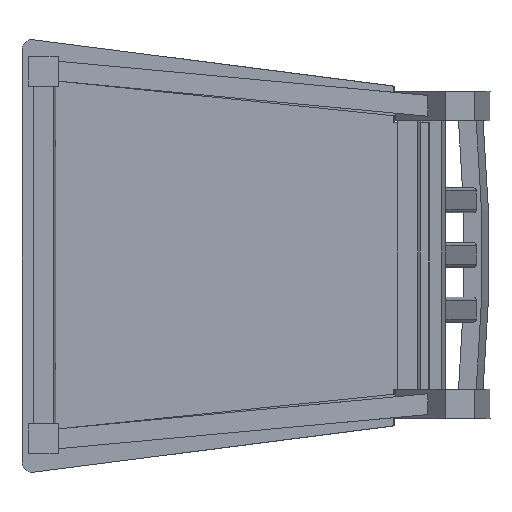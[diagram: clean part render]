
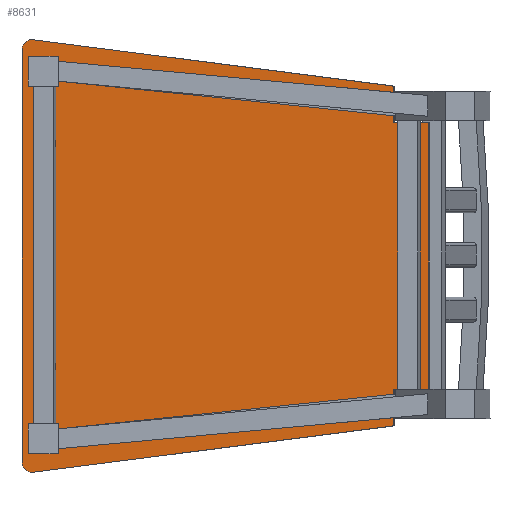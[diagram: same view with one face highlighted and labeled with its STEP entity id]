
A CAD part, front view. The second image highlights one B-rep face of the part: STEP entity #8631.
In plain terms, the highlighted face is planar.
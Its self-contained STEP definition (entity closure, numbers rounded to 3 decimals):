
#125 = ORIENTED_EDGE ( 'NONE', *, *, #6928, .F. ) ;
#145 = EDGE_CURVE ( 'NONE', #1694, #6338, #1829, .T. ) ;
#277 = ORIENTED_EDGE ( 'NONE', *, *, #8495, .F. ) ;
#282 = DIRECTION ( 'NONE',  ( 0., 0., -1. ) ) ;
#348 = CARTESIAN_POINT ( 'NONE',  ( 0., 170., 10. ) ) ;
#399 = LINE ( 'NONE', #5888, #8587 ) ;
#518 = CARTESIAN_POINT ( 'NONE',  ( -217.625, -193.729, 10. ) ) ;
#525 = ORIENTED_EDGE ( 'NONE', *, *, #7888, .F. ) ;
#605 = ORIENTED_EDGE ( 'NONE', *, *, #7905, .T. ) ;
#1172 = DIRECTION ( 'NONE',  ( 0., 1., 0. ) ) ;
#1188 = LINE ( 'NONE', #6507, #7091 ) ;
#1229 = CARTESIAN_POINT ( 'NONE',  ( -171., 170., 10. ) ) ;
#1234 = PLANE ( 'NONE',  #8785 ) ;
#1320 = CARTESIAN_POINT ( 'NONE',  ( -217.625, -193.729, 10. ) ) ;
#1656 = LINE ( 'NONE', #518, #10260 ) ;
#1694 = VERTEX_POINT ( 'NONE', #9857 ) ;
#1765 = CARTESIAN_POINT ( 'NONE',  ( -134., 205., 10. ) ) ;
#1829 = CIRCLE ( 'NONE', #6807, 10. ) ;
#1854 = DIRECTION ( 'NONE',  ( 1., 0., 0. ) ) ;
#2068 = EDGE_CURVE ( 'NONE', #4265, #5382, #1656, .T. ) ;
#2285 = CARTESIAN_POINT ( 'NONE',  ( 0., 205., 10. ) ) ;
#2426 = VERTEX_POINT ( 'NONE', #1765 ) ;
#2550 = DIRECTION ( 'NONE',  ( 0.127, -0.992, 0. ) ) ;
#2831 = LINE ( 'NONE', #2285, #8737 ) ;
#2839 = DIRECTION ( 'NONE',  ( 1., 0., 0. ) ) ;
#2907 = ORIENTED_EDGE ( 'NONE', *, *, #7281, .F. ) ;
#3013 = EDGE_CURVE ( 'NONE', #9618, #8315, #399, .T. ) ;
#3048 = EDGE_CURVE ( 'NONE', #5382, #8075, #4850, .T. ) ;
#3156 = VERTEX_POINT ( 'NONE', #6781 ) ;
#3201 = DIRECTION ( 'NONE',  ( 0., 1., 0. ) ) ;
#3320 = ORIENTED_EDGE ( 'NONE', *, *, #2068, .F. ) ;
#3340 = CARTESIAN_POINT ( 'NONE',  ( -134., 170., 10. ) ) ;
#3388 = CARTESIAN_POINT ( 'NONE',  ( 134., 205., 10. ) ) ;
#3480 = VECTOR ( 'NONE', #2839, 1000. ) ;
#3570 = CARTESIAN_POINT ( 'NONE',  ( 0., 170., 10. ) ) ;
#3722 = CIRCLE ( 'NONE', #8098, 10. ) ;
#4265 = VERTEX_POINT ( 'NONE', #1320 ) ;
#4272 = ORIENTED_EDGE ( 'NONE', *, *, #8868, .F. ) ;
#4290 = DIRECTION ( 'NONE',  ( 1., 0., 0. ) ) ;
#4788 = DIRECTION ( 'NONE',  ( 0., 0., 1. ) ) ;
#4850 = LINE ( 'NONE', #348, #6533 ) ;
#4855 = CARTESIAN_POINT ( 'NONE',  ( -207.706, -195., 10. ) ) ;
#4870 = VERTEX_POINT ( 'NONE', #7671 ) ;
#5367 = CARTESIAN_POINT ( 'NONE',  ( -134., 0., 10. ) ) ;
#5375 = DIRECTION ( 'NONE',  ( 0.127, 0.992, 0. ) ) ;
#5382 = VERTEX_POINT ( 'NONE', #1229 ) ;
#5524 = VECTOR ( 'NONE', #9765, 1000. ) ;
#5600 = CARTESIAN_POINT ( 'NONE',  ( 217.706, -195., 10. ) ) ;
#5692 = LINE ( 'NONE', #3570, #3480 ) ;
#5888 = CARTESIAN_POINT ( 'NONE',  ( 134., 0., 10. ) ) ;
#6006 = ORIENTED_EDGE ( 'NONE', *, *, #3048, .F. ) ;
#6069 = DIRECTION ( 'NONE',  ( 0., 0., -1. ) ) ;
#6071 = CARTESIAN_POINT ( 'NONE',  ( 207.706, -195., 10. ) ) ;
#6269 = DIRECTION ( 'NONE',  ( 0., 0., -1. ) ) ;
#6338 = VERTEX_POINT ( 'NONE', #5600 ) ;
#6375 = CARTESIAN_POINT ( 'NONE',  ( 220.319, -205., 10. ) ) ;
#6485 = CARTESIAN_POINT ( 'NONE',  ( 0., -205., 10. ) ) ;
#6507 = CARTESIAN_POINT ( 'NONE',  ( 217.625, -193.729, 10. ) ) ;
#6527 = ORIENTED_EDGE ( 'NONE', *, *, #145, .F. ) ;
#6533 = VECTOR ( 'NONE', #7649, 1000. ) ;
#6580 = DIRECTION ( 'NONE',  ( 0., -1., 0. ) ) ;
#6781 = CARTESIAN_POINT ( 'NONE',  ( -207.706, -205., 10. ) ) ;
#6807 = AXIS2_PLACEMENT_3D ( 'NONE', #6071, #282, #4290 ) ;
#6928 = EDGE_CURVE ( 'NONE', #8315, #7215, #5692, .T. ) ;
#7091 = VECTOR ( 'NONE', #2550, 1000. ) ;
#7208 = DIRECTION ( 'NONE',  ( -1., 0., 0. ) ) ;
#7215 = VERTEX_POINT ( 'NONE', #8924 ) ;
#7281 = EDGE_CURVE ( 'NONE', #7215, #1694, #1188, .T. ) ;
#7649 = DIRECTION ( 'NONE',  ( 1., 0., 0. ) ) ;
#7671 = CARTESIAN_POINT ( 'NONE',  ( 207.706, -205., 10. ) ) ;
#7888 = EDGE_CURVE ( 'NONE', #2426, #9618, #2831, .T. ) ;
#7905 = EDGE_CURVE ( 'NONE', #4265, #3156, #3722, .T. ) ;
#8075 = VERTEX_POINT ( 'NONE', #3340 ) ;
#8098 = AXIS2_PLACEMENT_3D ( 'NONE', #4855, #4788, #3201 ) ;
#8237 = LINE ( 'NONE', #6485, #5524 ) ;
#8315 = VERTEX_POINT ( 'NONE', #9407 ) ;
#8327 = EDGE_CURVE ( 'NONE', #6338, #4870, #8359, .T. ) ;
#8359 = CIRCLE ( 'NONE', #9393, 10. ) ;
#8495 = EDGE_CURVE ( 'NONE', #8075, #2426, #8610, .T. ) ;
#8587 = VECTOR ( 'NONE', #6580, 1000. ) ;
#8610 = LINE ( 'NONE', #5367, #9753 ) ;
#8631 = ADVANCED_FACE ( 'NONE', ( #9895 ), #1234, .F. ) ;
#8737 = VECTOR ( 'NONE', #10594, 1000. ) ;
#8785 = AXIS2_PLACEMENT_3D ( 'NONE', #6375, #6269, #7208 ) ;
#8868 = EDGE_CURVE ( 'NONE', #4870, #3156, #8237, .T. ) ;
#8924 = CARTESIAN_POINT ( 'NONE',  ( 171., 170., 10. ) ) ;
#9048 = EDGE_LOOP ( 'NONE', ( #2907, #125, #9645, #525, #277, #6006, #3320, #605, #4272, #9360, #6527 ) ) ;
#9156 = CARTESIAN_POINT ( 'NONE',  ( 207.706, -195., 10. ) ) ;
#9360 = ORIENTED_EDGE ( 'NONE', *, *, #8327, .F. ) ;
#9393 = AXIS2_PLACEMENT_3D ( 'NONE', #9156, #6069, #1854 ) ;
#9407 = CARTESIAN_POINT ( 'NONE',  ( 134., 170., 10. ) ) ;
#9618 = VERTEX_POINT ( 'NONE', #3388 ) ;
#9645 = ORIENTED_EDGE ( 'NONE', *, *, #3013, .F. ) ;
#9753 = VECTOR ( 'NONE', #1172, 1000. ) ;
#9765 = DIRECTION ( 'NONE',  ( -1., 0., 0. ) ) ;
#9857 = CARTESIAN_POINT ( 'NONE',  ( 217.625, -193.729, 10. ) ) ;
#9895 = FACE_OUTER_BOUND ( 'NONE', #9048, .T. ) ;
#10260 = VECTOR ( 'NONE', #5375, 1000. ) ;
#10594 = DIRECTION ( 'NONE',  ( 1., 0., 0. ) ) ;
